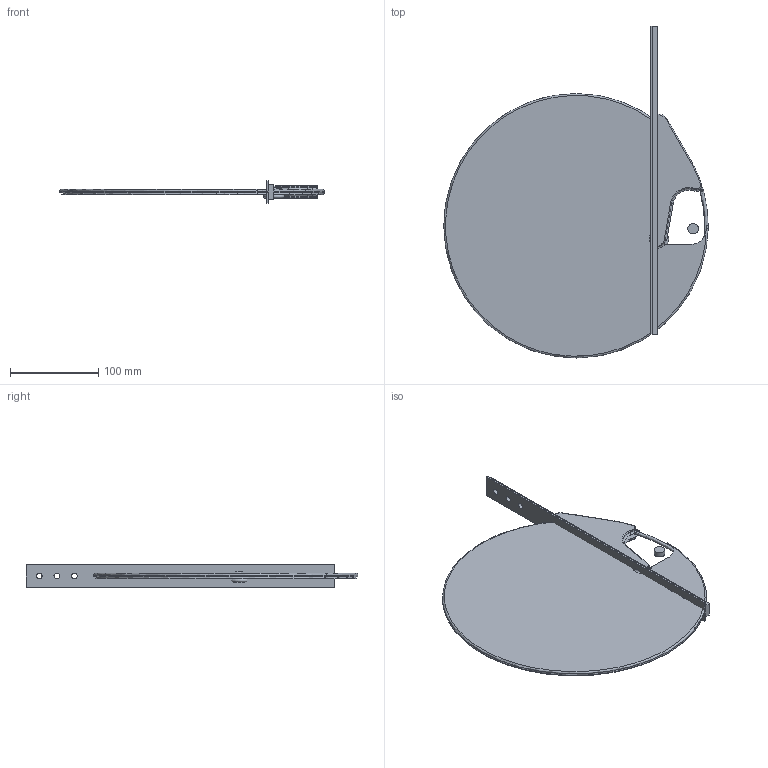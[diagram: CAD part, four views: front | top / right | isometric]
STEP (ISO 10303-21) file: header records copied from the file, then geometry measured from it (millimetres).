
FILE_DESCRIPTION(('FreeCAD Model'),'2;1');
FILE_NAME('Open CASCADE Shape Model','2021-04-27T14:11:53',('Author'),( ''),'Open CASCADE STEP processor 7.5','FreeCAD','Unknown');
FILE_SCHEMA(('AUTOMOTIVE_DESIGN { 1 0 10303 214 1 1 1 1 }'));
Length unit declared in the file: millimetre
Products named in the file (1): Cylinder006
Bounding box: 300 x 376.79 x 26 mm (x, y, z)
Volume: 296711.1 mm3; surface area: 179551.3 mm2
Topology: 1 solids, 2 shells, 90 faces, 217 edges, 127 vertices
Faces by surface type: cylinder 36, plane 28, torus 22, bspline 4
Full cylindrical faces by diameter (mm): 6.5 x6, 12 x1, 16 x1
Entity records: 7306 total; most frequent: CARTESIAN_POINT 3148, DIRECTION 805, LINE 425, VECTOR 425, ORIENTED_EDGE 406, PCURVE 406, DEFINITIONAL_REPRESENTATION 406, EDGE_CURVE 203
